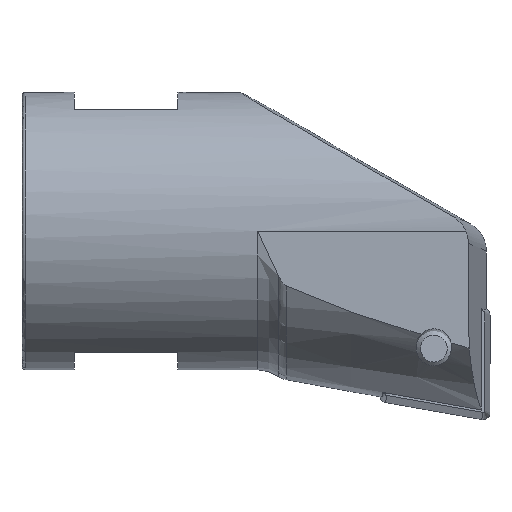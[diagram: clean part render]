
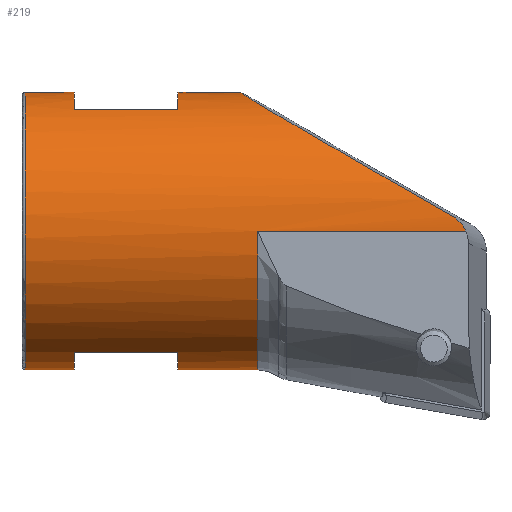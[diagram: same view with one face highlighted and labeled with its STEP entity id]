
A CAD part, front view. The second image highlights one B-rep face of the part: STEP entity #219.
In plain terms, the highlighted cylindrical face has radius 8 mm (diameter 16 mm), a full revolution.
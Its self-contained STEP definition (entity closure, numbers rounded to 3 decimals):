
#1 = CARTESIAN_POINT ( 'NONE',  ( -17.805, 9.659, 8.424 ) ) ;
#73 = VERTEX_POINT ( 'NONE', #2651 ) ;
#78 = EDGE_CURVE ( 'NONE', #96, #73, #1524, .T. ) ;
#85 = EDGE_CURVE ( 'NONE', #2090, #2090, #780, .T. ) ;
#96 = VERTEX_POINT ( 'NONE', #2663 ) ;
#102 = DIRECTION ( 'NONE',  ( 0., 0., 1. ) ) ;
#112 = CARTESIAN_POINT ( 'NONE',  ( -13.4, -8., 10.875 ) ) ;
#122 = FACE_BOUND ( 'NONE', #2230, .T. ) ;
#159 = DIRECTION ( 'NONE',  ( 0., 0., 1. ) ) ;
#185 = ORIENTED_EDGE ( 'NONE', *, *, #85, .T. ) ;
#219 = ADVANCED_FACE ( 'NONE', ( #2646, #1633, #122, #285 ), #1987, .T. ) ;
#254 = DIRECTION ( 'NONE',  ( 0., 0., -1. ) ) ;
#285 = FACE_BOUND ( 'NONE', #745, .T. ) ;
#291 = DIRECTION ( 'NONE',  ( -1., 0., 0. ) ) ;
#295 = ORIENTED_EDGE ( 'NONE', *, *, #1348, .F. ) ;
#356 = CARTESIAN_POINT ( 'NONE',  ( -26.8, 0., 10.875 ) ) ;
#381 = CARTESIAN_POINT ( 'NONE',  ( -13.4, 0., 10.875 ) ) ;
#385 = EDGE_LOOP ( 'NONE', ( #185 ) ) ;
#412 =( BOUNDED_CURVE ( )  B_SPLINE_CURVE ( 3, ( #1661, #2186, #1688, #2204 ),
 .UNSPECIFIED., .F., .F. ) 
 B_SPLINE_CURVE_WITH_KNOTS ( ( 4, 4 ),
 ( 5.69, 7.729 ),
 .UNSPECIFIED. ) 
 CURVE ( )  GEOMETRIC_REPRESENTATION_ITEM ( )  RATIONAL_B_SPLINE_CURVE ( ( 1., 0.683, 0.683, 1. ) ) 
 REPRESENTATION_ITEM ( '' )  );
#420 = ORIENTED_EDGE ( 'NONE', *, *, #724, .T. ) ;
#456 = ORIENTED_EDGE ( 'NONE', *, *, #2229, .F. ) ;
#488 = LINE ( 'NONE', #2375, #3103 ) ;
#524 = CARTESIAN_POINT ( 'NONE',  ( -15.171, -8., 10.875 ) ) ;
#564 = AXIS2_PLACEMENT_3D ( 'NONE', #1147, #2884, #3146 ) ;
#588 = ORIENTED_EDGE ( 'NONE', *, *, #2521, .T. ) ;
#593 = ORIENTED_EDGE ( 'NONE', *, *, #707, .T. ) ;
#631 = DIRECTION ( 'NONE',  ( 1., 0., 0. ) ) ;
#632 = VERTEX_POINT ( 'NONE', #112 ) ;
#657 = ORIENTED_EDGE ( 'NONE', *, *, #1961, .T. ) ;
#673 = DIRECTION ( 'NONE',  ( -1., 0., 0. ) ) ;
#707 = EDGE_CURVE ( 'NONE', #2561, #2353, #1525, .T. ) ;
#724 = EDGE_CURVE ( 'NONE', #2336, #632, #2439, .T. ) ;
#745 = EDGE_LOOP ( 'NONE', ( #1537, #3206, #295, #1892 ) ) ;
#751 = AXIS2_PLACEMENT_3D ( 'NONE', #1773, #2790, #254 ) ;
#780 = CIRCLE ( 'NONE', #2931, 8. ) ;
#781 = DIRECTION ( 'NONE',  ( -1., 0., 0. ) ) ;
#838 = EDGE_LOOP ( 'NONE', ( #588, #420, #2885, #593, #456 ) ) ;
#858 = ORIENTED_EDGE ( 'NONE', *, *, #1329, .T. ) ;
#889 = DIRECTION ( 'NONE',  ( -1., 0., 0. ) ) ;
#894 = CARTESIAN_POINT ( 'NONE',  ( -28.597, -3.873, 17.875 ) ) ;
#898 = AXIS2_PLACEMENT_3D ( 'NONE', #1642, #889, #102 ) ;
#938 = EDGE_CURVE ( 'NONE', #1549, #96, #1055, .T. ) ;
#1022 = CARTESIAN_POINT ( 'NONE',  ( -12.024, 4.351, 17.589 ) ) ;
#1055 = LINE ( 'NONE', #3090, #2566 ) ;
#1147 = CARTESIAN_POINT ( 'NONE',  ( -24., 0., 10.875 ) ) ;
#1234 = CARTESIAN_POINT ( 'NONE',  ( -1.838, -7.976, 11.508 ) ) ;
#1247 = CARTESIAN_POINT ( 'NONE',  ( -1.578, -7.994, 11.217 ) ) ;
#1295 = CARTESIAN_POINT ( 'NONE',  ( -24., 3.873, 3.875 ) ) ;
#1329 = EDGE_CURVE ( 'NONE', #2747, #2447, #488, .T. ) ;
#1348 = EDGE_CURVE ( 'NONE', #1647, #1549, #1836, .T. ) ;
#1405 = CARTESIAN_POINT ( 'NONE',  ( -24., -3.873, 3.875 ) ) ;
#1449 = CARTESIAN_POINT ( 'NONE',  ( -1.396, -8., 10.875 ) ) ;
#1461 = CARTESIAN_POINT ( 'NONE',  ( -1.989, -7.965, 11.631 ) ) ;
#1481 = VECTOR ( 'NONE', #1920, 1000. ) ;
#1487 = EDGE_CURVE ( 'NONE', #2447, #3214, #3190, .T. ) ;
#1524 = CIRCLE ( 'NONE', #564, 8. ) ;
#1525 = B_SPLINE_CURVE_WITH_KNOTS ( 'NONE', 3,
 ( #1449, #3225, #1247, #1234, #1461, #3235 ),
 .UNSPECIFIED., .F., .F.,
 ( 4, 2, 4 ),
 ( 0., 0.001, 0.001 ),
 .UNSPECIFIED. ) ;
#1529 = EDGE_CURVE ( 'NONE', #2561, #632, #1563, .T. ) ;
#1535 = CARTESIAN_POINT ( 'NONE',  ( -12.024, 4.351, 17.589 ) ) ;
#1537 = ORIENTED_EDGE ( 'NONE', *, *, #78, .F. ) ;
#1549 = VERTEX_POINT ( 'NONE', #3053 ) ;
#1554 = EDGE_CURVE ( 'NONE', #2809, #2747, #1669, .T. ) ;
#1563 = LINE ( 'NONE', #524, #2315 ) ;
#1590 = CARTESIAN_POINT ( 'NONE',  ( -18., 3.873, 3.875 ) ) ;
#1633 = FACE_OUTER_BOUND ( 'NONE', #385, .T. ) ;
#1642 = CARTESIAN_POINT ( 'NONE',  ( -28.597, 0., 10.875 ) ) ;
#1647 = VERTEX_POINT ( 'NONE', #3030 ) ;
#1652 = DIRECTION ( 'NONE',  ( 1., 0., 0. ) ) ;
#1661 = CARTESIAN_POINT ( 'NONE',  ( -12.024, 4.351, 17.589 ) ) ;
#1669 = CIRCLE ( 'NONE', #751, 8. ) ;
#1688 = CARTESIAN_POINT ( 'NONE',  ( -13.712, -7.245, 18.346 ) ) ;
#1771 = CARTESIAN_POINT ( 'NONE',  ( -13.4, 5.051, 4.672 ) ) ;
#1773 = CARTESIAN_POINT ( 'NONE',  ( -18., 0., 10.875 ) ) ;
#1775 = CARTESIAN_POINT ( 'NONE',  ( -13.4, 5.051, 4.672 ) ) ;
#1836 = CIRCLE ( 'NONE', #2628, 8. ) ;
#1892 = ORIENTED_EDGE ( 'NONE', *, *, #1950, .F. ) ;
#1903 = ORIENTED_EDGE ( 'NONE', *, *, #1554, .T. ) ;
#1920 = DIRECTION ( 'NONE',  ( 1., 0., 0. ) ) ;
#1950 = EDGE_CURVE ( 'NONE', #73, #1647, #2791, .T. ) ;
#1961 = EDGE_CURVE ( 'NONE', #3214, #2809, #2714, .T. ) ;
#1987 = CYLINDRICAL_SURFACE ( 'NONE', #898, 8. ) ;
#2088 = AXIS2_PLACEMENT_3D ( 'NONE', #381, #2469, #2459 ) ;
#2090 = VERTEX_POINT ( 'NONE', #2666 ) ;
#2177 =( BOUNDED_CURVE ( )  B_SPLINE_CURVE ( 3, ( #1022, #3047, #1, #1775 ),
 .UNSPECIFIED., .F., .F. ) 
 B_SPLINE_CURVE_WITH_KNOTS ( ( 4, 4 ),
 ( 5.235, 7.118 ),
 .UNSPECIFIED. ) 
 CURVE ( )  GEOMETRIC_REPRESENTATION_ITEM ( )  RATIONAL_B_SPLINE_CURVE ( ( 1., 0.726, 0.726, 1. ) ) 
 REPRESENTATION_ITEM ( '' )  );
#2186 = CARTESIAN_POINT ( 'NONE',  ( -18.531, -1.235, 21.209 ) ) ;
#2204 = CARTESIAN_POINT ( 'NONE',  ( -2.158, -7.954, 11.728 ) ) ;
#2229 = EDGE_CURVE ( 'NONE', #2369, #2353, #412, .T. ) ;
#2230 = EDGE_LOOP ( 'NONE', ( #657, #1903, #858, #2586 ) ) ;
#2315 = VECTOR ( 'NONE', #781, 1000. ) ;
#2325 = DIRECTION ( 'NONE',  ( -1., 0., 0. ) ) ;
#2336 = VERTEX_POINT ( 'NONE', #1771 ) ;
#2353 = VERTEX_POINT ( 'NONE', #2801 ) ;
#2369 = VERTEX_POINT ( 'NONE', #1535 ) ;
#2375 = CARTESIAN_POINT ( 'NONE',  ( -28.597, 3.873, 3.875 ) ) ;
#2386 = AXIS2_PLACEMENT_3D ( 'NONE', #2687, #673, #159 ) ;
#2439 = CIRCLE ( 'NONE', #2088, 8. ) ;
#2447 = VERTEX_POINT ( 'NONE', #1295 ) ;
#2459 = DIRECTION ( 'NONE',  ( 0., 0., 1. ) ) ;
#2469 = DIRECTION ( 'NONE',  ( -1., 0., 0. ) ) ;
#2521 = EDGE_CURVE ( 'NONE', #2369, #2336, #2177, .T. ) ;
#2561 = VERTEX_POINT ( 'NONE', #2601 ) ;
#2566 = VECTOR ( 'NONE', #3102, 1000. ) ;
#2586 = ORIENTED_EDGE ( 'NONE', *, *, #1487, .T. ) ;
#2601 = CARTESIAN_POINT ( 'NONE',  ( -1.396, -8., 10.875 ) ) ;
#2603 = CARTESIAN_POINT ( 'NONE',  ( -18., 0., 10.875 ) ) ;
#2604 = VECTOR ( 'NONE', #631, 1000. ) ;
#2626 = DIRECTION ( 'NONE',  ( 0., 0., 1. ) ) ;
#2628 = AXIS2_PLACEMENT_3D ( 'NONE', #2603, #291, #2626 ) ;
#2646 = FACE_OUTER_BOUND ( 'NONE', #838, .T. ) ;
#2651 = CARTESIAN_POINT ( 'NONE',  ( -24., -3.873, 17.875 ) ) ;
#2663 = CARTESIAN_POINT ( 'NONE',  ( -24., 3.873, 17.875 ) ) ;
#2666 = CARTESIAN_POINT ( 'NONE',  ( -26.8, 0., 2.875 ) ) ;
#2685 = CARTESIAN_POINT ( 'NONE',  ( -28.597, -3.873, 3.875 ) ) ;
#2687 = CARTESIAN_POINT ( 'NONE',  ( -24., 0., 10.875 ) ) ;
#2714 = LINE ( 'NONE', #2685, #2604 ) ;
#2747 = VERTEX_POINT ( 'NONE', #1590 ) ;
#2790 = DIRECTION ( 'NONE',  ( 1., 0., 0. ) ) ;
#2791 = LINE ( 'NONE', #894, #1481 ) ;
#2801 = CARTESIAN_POINT ( 'NONE',  ( -2.158, -7.954, 11.728 ) ) ;
#2809 = VERTEX_POINT ( 'NONE', #3167 ) ;
#2884 = DIRECTION ( 'NONE',  ( 1., 0., 0. ) ) ;
#2885 = ORIENTED_EDGE ( 'NONE', *, *, #1529, .F. ) ;
#2931 = AXIS2_PLACEMENT_3D ( 'NONE', #356, #1652, #3170 ) ;
#3030 = CARTESIAN_POINT ( 'NONE',  ( -18., -3.873, 17.875 ) ) ;
#3047 = CARTESIAN_POINT ( 'NONE',  ( -17.173, 9.337, 14.357 ) ) ;
#3053 = CARTESIAN_POINT ( 'NONE',  ( -18., 3.873, 17.875 ) ) ;
#3090 = CARTESIAN_POINT ( 'NONE',  ( -28.597, 3.873, 17.875 ) ) ;
#3102 = DIRECTION ( 'NONE',  ( -1., 0., 0. ) ) ;
#3103 = VECTOR ( 'NONE', #2325, 1000. ) ;
#3146 = DIRECTION ( 'NONE',  ( 0., 0., -1. ) ) ;
#3167 = CARTESIAN_POINT ( 'NONE',  ( -18., -3.873, 3.875 ) ) ;
#3170 = DIRECTION ( 'NONE',  ( 0., 0., -1. ) ) ;
#3190 = CIRCLE ( 'NONE', #2386, 8. ) ;
#3206 = ORIENTED_EDGE ( 'NONE', *, *, #938, .F. ) ;
#3214 = VERTEX_POINT ( 'NONE', #1405 ) ;
#3225 = CARTESIAN_POINT ( 'NONE',  ( -1.474, -8., 11.055 ) ) ;
#3235 = CARTESIAN_POINT ( 'NONE',  ( -2.158, -7.954, 11.728 ) ) ;
